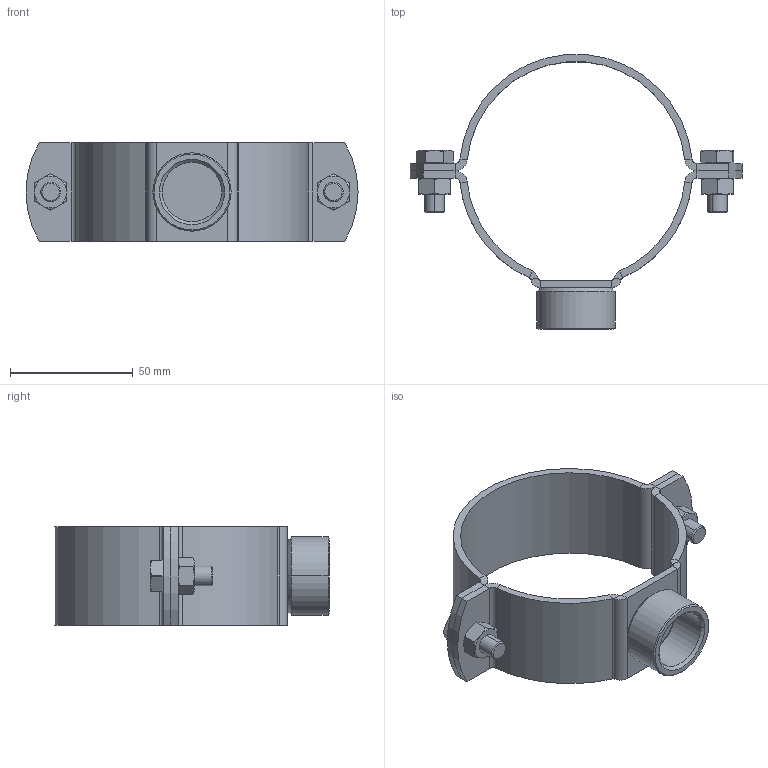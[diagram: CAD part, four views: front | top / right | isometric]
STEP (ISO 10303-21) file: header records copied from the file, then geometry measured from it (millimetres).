
FILE_DESCRIPTION (( 'STEP AP203' ), '1' );
FILE_NAME ('51.818.STEP', '2019-11-21T16:05:48', ( '' ), ( '' ), 'SwSTEP 2.0', 'SolidWorks 2019', '' );
FILE_SCHEMA (( 'CONFIG_CONTROL_DESIGN' ));
Length unit declared in the file: millimetre
Products named in the file (7): 1000003380_09 - Gr. 88-91 - H-17105.609; 1000003360_09 - Gr. 88-91 - H-17103.009; 1000003484; 1000003486; 51.818; 1000003369_09 - Gr. 88-91 - H-17104.009; 1000003263_E-10254.002-Inox V4A (1.4404)
Assembly tree (8 placements, depth 3):
  51.818
    1000003380_09 - Gr. 88-91 - H-17105.609
      1000003369_09 - Gr. 88-91 - H-17104.009
      1000003263_E-10254.002-Inox V4A (1.4404)
    1000003360_09 - Gr. 88-91 - H-17103.009
    1000003484  x2
    1000003486  x2
Bounding box: 135 x 111.72 x 40 mm (x, y, z)
Volume: 52867.6 mm3; surface area: 37912.8 mm2
Topology: 7 solids, 7 shells, 214 faces, 462 edges, 264 vertices
Faces by surface type: plane 90, cylinder 62, cone 62
Entity records: 4974 total; most frequent: CARTESIAN_POINT 861, DIRECTION 757, ORIENTED_EDGE 650, EDGE_CURVE 325, AXIS2_PLACEMENT_3D 304, VERTEX_POINT 184, EDGE_LOOP 165, ADVANCED_FACE 152
